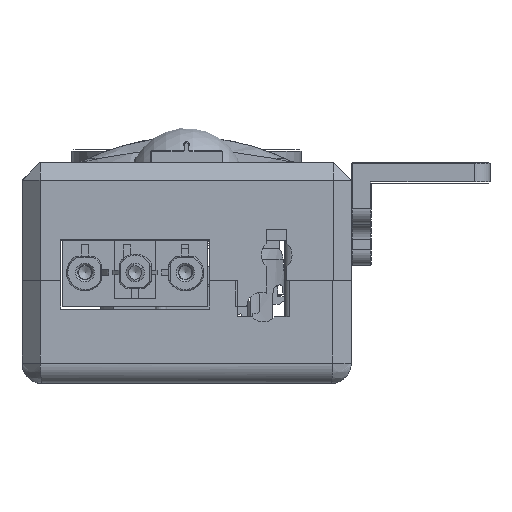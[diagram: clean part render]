
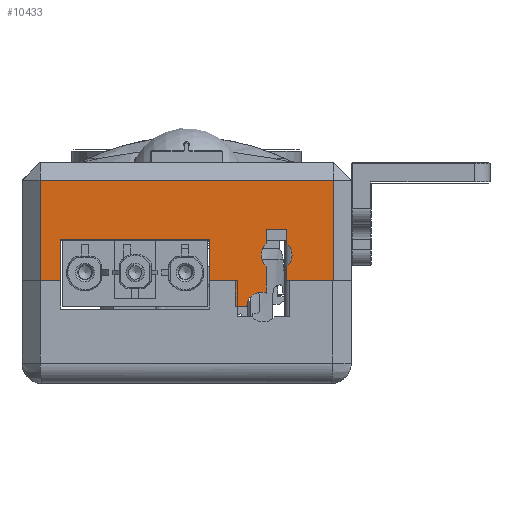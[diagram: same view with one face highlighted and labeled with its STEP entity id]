
A CAD part, left-side view. The second image highlights one B-rep face of the part: STEP entity #10433.
In plain terms, the highlighted planar face has unit normal (-1, 0, 0).
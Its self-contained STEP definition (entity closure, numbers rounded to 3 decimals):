
#353=FACE_OUTER_BOUND('',#763,.T.);
#763=EDGE_LOOP('',(#6821,#6822,#6823,#6824,#6825,#6826,#6827,#6828,#6829,
#6830,#6831,#6832,#6833,#6834,#6835,#6836,#6837,#6838,#6839));
#1404=VERTEX_POINT('',#21157);
#1405=VERTEX_POINT('',#21159);
#1407=VERTEX_POINT('',#21165);
#1478=VERTEX_POINT('',#21319);
#1479=VERTEX_POINT('',#21321);
#1481=VERTEX_POINT('',#21327);
#1484=VERTEX_POINT('',#21337);
#1485=VERTEX_POINT('',#21339);
#1488=VERTEX_POINT('',#21349);
#1489=VERTEX_POINT('',#21351);
#1490=VERTEX_POINT('',#21358);
#1491=VERTEX_POINT('',#21360);
#1492=VERTEX_POINT('',#21362);
#1493=VERTEX_POINT('',#21364);
#1494=VERTEX_POINT('',#21366);
#1495=VERTEX_POINT('',#21368);
#1496=VERTEX_POINT('',#21370);
#1497=VERTEX_POINT('',#21372);
#1498=VERTEX_POINT('',#21374);
#3885=EDGE_CURVE('',#1404,#1405,#11179,.T.);
#3888=EDGE_CURVE('',#1405,#1407,#11856,.T.);
#3964=EDGE_CURVE('',#1479,#1478,#11916,.T.);
#3967=EDGE_CURVE('',#1481,#1479,#11185,.T.);
#3970=EDGE_CURVE('',#1404,#1481,#11920,.T.);
#3973=EDGE_CURVE('',#1485,#1484,#11923,.T.);
#3976=EDGE_CURVE('',#1478,#1485,#11926,.T.);
#3979=EDGE_CURVE('',#1489,#1488,#11929,.T.);
#3982=EDGE_CURVE('',#1484,#1489,#11187,.T.);
#3983=EDGE_CURVE('',#1490,#1488,#11931,.T.);
#3984=EDGE_CURVE('',#1491,#1490,#11932,.T.);
#3985=EDGE_CURVE('',#1492,#1491,#11933,.T.);
#3986=EDGE_CURVE('',#1493,#1492,#11934,.T.);
#3987=EDGE_CURVE('',#1494,#1493,#11935,.T.);
#3988=EDGE_CURVE('',#1494,#1495,#11936,.T.);
#3989=EDGE_CURVE('',#1495,#1496,#11937,.T.);
#3990=EDGE_CURVE('',#1496,#1497,#11938,.T.);
#3991=EDGE_CURVE('',#1498,#1497,#11939,.T.);
#3992=EDGE_CURVE('',#1407,#1498,#11940,.T.);
#6821=ORIENTED_EDGE('',*,*,#3970,.T.);
#6822=ORIENTED_EDGE('',*,*,#3967,.T.);
#6823=ORIENTED_EDGE('',*,*,#3964,.T.);
#6824=ORIENTED_EDGE('',*,*,#3976,.T.);
#6825=ORIENTED_EDGE('',*,*,#3973,.T.);
#6826=ORIENTED_EDGE('',*,*,#3982,.T.);
#6827=ORIENTED_EDGE('',*,*,#3979,.T.);
#6828=ORIENTED_EDGE('',*,*,#3983,.F.);
#6829=ORIENTED_EDGE('',*,*,#3984,.F.);
#6830=ORIENTED_EDGE('',*,*,#3985,.F.);
#6831=ORIENTED_EDGE('',*,*,#3986,.F.);
#6832=ORIENTED_EDGE('',*,*,#3987,.F.);
#6833=ORIENTED_EDGE('',*,*,#3988,.T.);
#6834=ORIENTED_EDGE('',*,*,#3989,.T.);
#6835=ORIENTED_EDGE('',*,*,#3990,.T.);
#6836=ORIENTED_EDGE('',*,*,#3991,.F.);
#6837=ORIENTED_EDGE('',*,*,#3992,.F.);
#6838=ORIENTED_EDGE('',*,*,#3888,.F.);
#6839=ORIENTED_EDGE('',*,*,#3885,.F.);
#9874=PLANE('',#15829);
#10433=ADVANCED_FACE('',(#353),#9874,.T.);
#11179=CIRCLE('',#15793,2.774);
#11185=CIRCLE('',#15821,3.);
#11187=CIRCLE('',#15828,3.);
#11856=LINE('',#21166,#13876);
#11916=LINE('',#21322,#13936);
#11920=LINE('',#21332,#13940);
#11923=LINE('',#21340,#13943);
#11926=LINE('',#21344,#13946);
#11929=LINE('',#21352,#13949);
#11931=LINE('',#21359,#13951);
#11932=LINE('',#21361,#13952);
#11933=LINE('',#21363,#13953);
#11934=LINE('',#21365,#13954);
#11935=LINE('',#21367,#13955);
#11936=LINE('',#21369,#13956);
#11937=LINE('',#21371,#13957);
#11938=LINE('',#21373,#13958);
#11939=LINE('',#21375,#13959);
#11940=LINE('',#21376,#13960);
#13876=VECTOR('',#16956,2.226);
#13936=VECTOR('',#17064,2.764);
#13940=VECTOR('',#17076,5.176);
#13943=VECTOR('',#17081,2.764);
#13946=VECTOR('',#17086,4.);
#13949=VECTOR('',#17091,2.764);
#13951=VECTOR('',#17101,9.);
#13952=VECTOR('',#17102,19.5);
#13953=VECTOR('',#17103,57.);
#13954=VECTOR('',#17104,19.5);
#13955=VECTOR('',#17105,4.);
#13956=VECTOR('',#17106,8.);
#13957=VECTOR('',#17107,29.);
#13958=VECTOR('',#17108,8.);
#13959=VECTOR('',#17109,5.);
#13960=VECTOR('',#17110,5.);
#15793=AXIS2_PLACEMENT_3D('',#21160,#16950,#16951);
#15821=AXIS2_PLACEMENT_3D('',#21328,#17070,#17071);
#15828=AXIS2_PLACEMENT_3D('',#21356,#17097,#17098);
#15829=AXIS2_PLACEMENT_3D('',#21357,#17099,#17100);
#16950=DIRECTION('center_axis',(-1.,0.,0.));
#16951=DIRECTION('ref_axis',(0.,-1.,0.));
#16956=DIRECTION('',(0.,1.,0.));
#17064=DIRECTION('',(0.,0.,1.));
#17070=DIRECTION('center_axis',(1.,0.,0.));
#17071=DIRECTION('ref_axis',(0.,0.,1.));
#17076=DIRECTION('',(0.,0.,1.));
#17081=DIRECTION('',(0.,0.,-1.));
#17086=DIRECTION('',(0.,-1.,0.));
#17091=DIRECTION('',(0.,0.,-1.));
#17097=DIRECTION('center_axis',(1.,0.,0.));
#17098=DIRECTION('ref_axis',(0.,0.,1.));
#17099=DIRECTION('center_axis',(-1.,0.,0.));
#17100=DIRECTION('ref_axis',(0.,-1.,0.));
#17101=DIRECTION('',(0.,1.,0.));
#17102=DIRECTION('',(0.,0.,-1.));
#17103=DIRECTION('',(0.,-1.,0.));
#17104=DIRECTION('',(0.,0.,1.));
#17105=DIRECTION('',(0.,1.,0.));
#17106=DIRECTION('',(0.,0.,1.));
#17107=DIRECTION('',(0.,-1.,0.));
#17108=DIRECTION('',(0.,0.,-1.));
#17109=DIRECTION('',(0.,1.,0.));
#17110=DIRECTION('',(0.,0.,1.));
#21157=CARTESIAN_POINT('',(-180.,-15.5,-2.412));
#21159=CARTESIAN_POINT('',(-180.,-11.726,-5.));
#21160=CARTESIAN_POINT('Origin',(-180.,-14.5,-5.));
#21165=CARTESIAN_POINT('',(-180.,-9.5,-5.));
#21166=CARTESIAN_POINT('',(-180.,-11.726,-5.));
#21319=CARTESIAN_POINT('',(-180.,-15.5,10.));
#21321=CARTESIAN_POINT('',(-180.,-15.5,7.236));
#21322=CARTESIAN_POINT('',(-180.,-15.5,5.));
#21327=CARTESIAN_POINT('',(-180.,-15.5,2.764));
#21328=CARTESIAN_POINT('Origin',(-180.,-17.5,5.));
#21332=CARTESIAN_POINT('',(-180.,-15.5,5.));
#21337=CARTESIAN_POINT('',(-180.,-19.5,7.236));
#21339=CARTESIAN_POINT('',(-180.,-19.5,10.));
#21340=CARTESIAN_POINT('',(-180.,-19.5,0.));
#21344=CARTESIAN_POINT('',(-180.,6.25,10.));
#21349=CARTESIAN_POINT('',(-180.,-19.5,0.));
#21351=CARTESIAN_POINT('',(-180.,-19.5,2.764));
#21352=CARTESIAN_POINT('',(-180.,-19.5,0.));
#21356=CARTESIAN_POINT('Origin',(-180.,-17.5,5.));
#21357=CARTESIAN_POINT('Origin',(-180.,32.,0.));
#21358=CARTESIAN_POINT('',(-180.,-28.5,0.));
#21359=CARTESIAN_POINT('',(-180.,-32.,0.));
#21360=CARTESIAN_POINT('',(-180.,-28.5,19.5));
#21361=CARTESIAN_POINT('',(-180.,-28.5,0.));
#21362=CARTESIAN_POINT('',(-180.,28.5,19.5));
#21363=CARTESIAN_POINT('',(-180.,16.,19.5));
#21364=CARTESIAN_POINT('',(-180.,28.5,0.));
#21365=CARTESIAN_POINT('',(-180.,28.5,0.));
#21366=CARTESIAN_POINT('',(-180.,24.5,0.));
#21367=CARTESIAN_POINT('',(-180.,-32.,0.));
#21368=CARTESIAN_POINT('',(-180.,24.5,8.));
#21369=CARTESIAN_POINT('',(-180.,24.5,4.));
#21370=CARTESIAN_POINT('',(-180.,-4.5,8.));
#21371=CARTESIAN_POINT('',(-180.,13.75,8.));
#21372=CARTESIAN_POINT('',(-180.,-4.5,0.));
#21373=CARTESIAN_POINT('',(-180.,-4.5,0.));
#21374=CARTESIAN_POINT('',(-180.,-9.5,0.));
#21375=CARTESIAN_POINT('',(-180.,-32.,0.));
#21376=CARTESIAN_POINT('',(-180.,-9.5,-5.));
